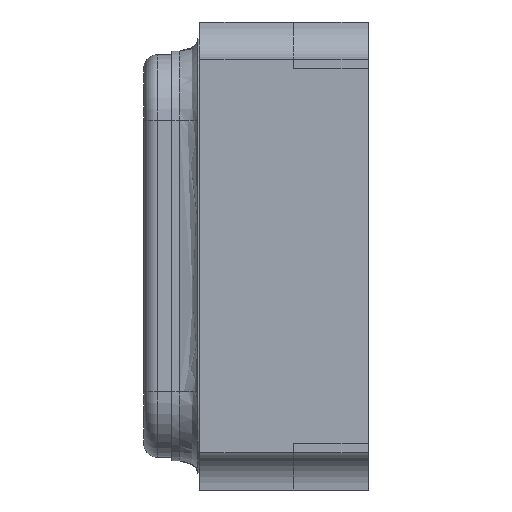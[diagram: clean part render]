
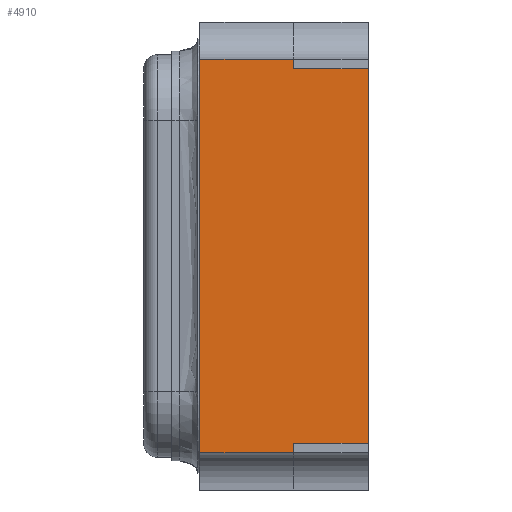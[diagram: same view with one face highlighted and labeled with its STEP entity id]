
A CAD part, left-side view. The second image highlights one B-rep face of the part: STEP entity #4910.
In plain terms, the highlighted face is planar.
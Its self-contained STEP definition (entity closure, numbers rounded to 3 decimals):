
#96 = VECTOR ( 'NONE', #4834, 1000. ) ;
#126 = EDGE_LOOP ( 'NONE', ( #1685, #1471, #1989, #1232, #257, #2321, #582, #1983 ) ) ;
#257 = ORIENTED_EDGE ( 'NONE', *, *, #3807, .F. ) ;
#320 = CARTESIAN_POINT ( 'NONE',  ( -1., 0., 1.6 ) ) ;
#400 = VECTOR ( 'NONE', #534, 1000. ) ;
#417 = CARTESIAN_POINT ( 'NONE',  ( 1., 0.4, 1.6 ) ) ;
#508 = VECTOR ( 'NONE', #4041, 1000. ) ;
#534 = DIRECTION ( 'NONE',  ( 0., 1., 0. ) ) ;
#582 = ORIENTED_EDGE ( 'NONE', *, *, #1201, .F. ) ;
#609 = VERTEX_POINT ( 'NONE', #967 ) ;
#650 = LINE ( 'NONE', #1064, #4128 ) ;
#948 = LINE ( 'NONE', #1745, #1037 ) ;
#967 = CARTESIAN_POINT ( 'NONE',  ( 1., 0., 1.6 ) ) ;
#1003 = CARTESIAN_POINT ( 'NONE',  ( -1., 0.4, 1.6 ) ) ;
#1030 = LINE ( 'NONE', #2914, #1416 ) ;
#1037 = VECTOR ( 'NONE', #3621, 1000. ) ;
#1052 = DIRECTION ( 'NONE',  ( -1., 0., 0. ) ) ;
#1064 = CARTESIAN_POINT ( 'NONE',  ( -1.25, 0.9, 1.6 ) ) ;
#1153 = DIRECTION ( 'NONE',  ( 0., -1., 0. ) ) ;
#1201 = EDGE_CURVE ( 'NONE', #3340, #3806, #948, .T. ) ;
#1232 = ORIENTED_EDGE ( 'NONE', *, *, #4291, .T. ) ;
#1416 = VECTOR ( 'NONE', #1052, 1000. ) ;
#1471 = ORIENTED_EDGE ( 'NONE', *, *, #2759, .F. ) ;
#1535 = PLANE ( 'NONE',  #2074 ) ;
#1646 = CARTESIAN_POINT ( 'NONE',  ( 1.05, 0.4, 1.6 ) ) ;
#1685 = ORIENTED_EDGE ( 'NONE', *, *, #2252, .T. ) ;
#1745 = CARTESIAN_POINT ( 'NONE',  ( -1., 0.4, 1.6 ) ) ;
#1983 = ORIENTED_EDGE ( 'NONE', *, *, #2684, .T. ) ;
#1989 = ORIENTED_EDGE ( 'NONE', *, *, #3426, .F. ) ;
#2074 = AXIS2_PLACEMENT_3D ( 'NONE', #4576, #3380, #4901 ) ;
#2128 = LINE ( 'NONE', #3673, #96 ) ;
#2214 = VERTEX_POINT ( 'NONE', #2560 ) ;
#2252 = EDGE_CURVE ( 'NONE', #3702, #609, #2128, .T. ) ;
#2321 = ORIENTED_EDGE ( 'NONE', *, *, #3744, .T. ) ;
#2376 = VERTEX_POINT ( 'NONE', #1646 ) ;
#2560 = CARTESIAN_POINT ( 'NONE',  ( 1.05, 0.9, 1.6 ) ) ;
#2634 = FACE_OUTER_BOUND ( 'NONE', #126, .T. ) ;
#2684 = EDGE_CURVE ( 'NONE', #3340, #3702, #4143, .T. ) ;
#2759 = EDGE_CURVE ( 'NONE', #4027, #609, #3856, .T. ) ;
#2900 = CARTESIAN_POINT ( 'NONE',  ( -1.05, 1.2, 1.6 ) ) ;
#2914 = CARTESIAN_POINT ( 'NONE',  ( 1., 0.4, 1.6 ) ) ;
#3340 = VERTEX_POINT ( 'NONE', #1003 ) ;
#3380 = DIRECTION ( 'NONE',  ( 0., 0., -1. ) ) ;
#3426 = EDGE_CURVE ( 'NONE', #2376, #4027, #1030, .T. ) ;
#3464 = VERTEX_POINT ( 'NONE', #4178 ) ;
#3472 = DIRECTION ( 'NONE',  ( 0., -1., 0. ) ) ;
#3493 = CARTESIAN_POINT ( 'NONE',  ( 1.05, 1.2, 1.6 ) ) ;
#3621 = DIRECTION ( 'NONE',  ( -1., 0., 0. ) ) ;
#3673 = CARTESIAN_POINT ( 'NONE',  ( -1.25, 0., 1.6 ) ) ;
#3702 = VERTEX_POINT ( 'NONE', #320 ) ;
#3744 = EDGE_CURVE ( 'NONE', #3464, #3806, #4873, .T. ) ;
#3806 = VERTEX_POINT ( 'NONE', #4829 ) ;
#3807 = EDGE_CURVE ( 'NONE', #3464, #2214, #650, .T. ) ;
#3856 = LINE ( 'NONE', #417, #4538 ) ;
#4027 = VERTEX_POINT ( 'NONE', #4368 ) ;
#4041 = DIRECTION ( 'NONE',  ( 0., -1., 0. ) ) ;
#4128 = VECTOR ( 'NONE', #4454, 1000. ) ;
#4143 = LINE ( 'NONE', #4569, #4615 ) ;
#4178 = CARTESIAN_POINT ( 'NONE',  ( -1.05, 0.9, 1.6 ) ) ;
#4291 = EDGE_CURVE ( 'NONE', #2376, #2214, #4711, .T. ) ;
#4368 = CARTESIAN_POINT ( 'NONE',  ( 1., 0.4, 1.6 ) ) ;
#4454 = DIRECTION ( 'NONE',  ( 1., 0., 0. ) ) ;
#4538 = VECTOR ( 'NONE', #3472, 1000. ) ;
#4569 = CARTESIAN_POINT ( 'NONE',  ( -1., 0.4, 1.6 ) ) ;
#4576 = CARTESIAN_POINT ( 'NONE',  ( -1.25, 0.9, 1.6 ) ) ;
#4615 = VECTOR ( 'NONE', #1153, 1000. ) ;
#4711 = LINE ( 'NONE', #3493, #400 ) ;
#4829 = CARTESIAN_POINT ( 'NONE',  ( -1.05, 0.4, 1.6 ) ) ;
#4834 = DIRECTION ( 'NONE',  ( 1., 0., 0. ) ) ;
#4873 = LINE ( 'NONE', #2900, #508 ) ;
#4901 = DIRECTION ( 'NONE',  ( -1., 0., 0. ) ) ;
#4910 = ADVANCED_FACE ( 'NONE', ( #2634 ), #1535, .F. ) ;
